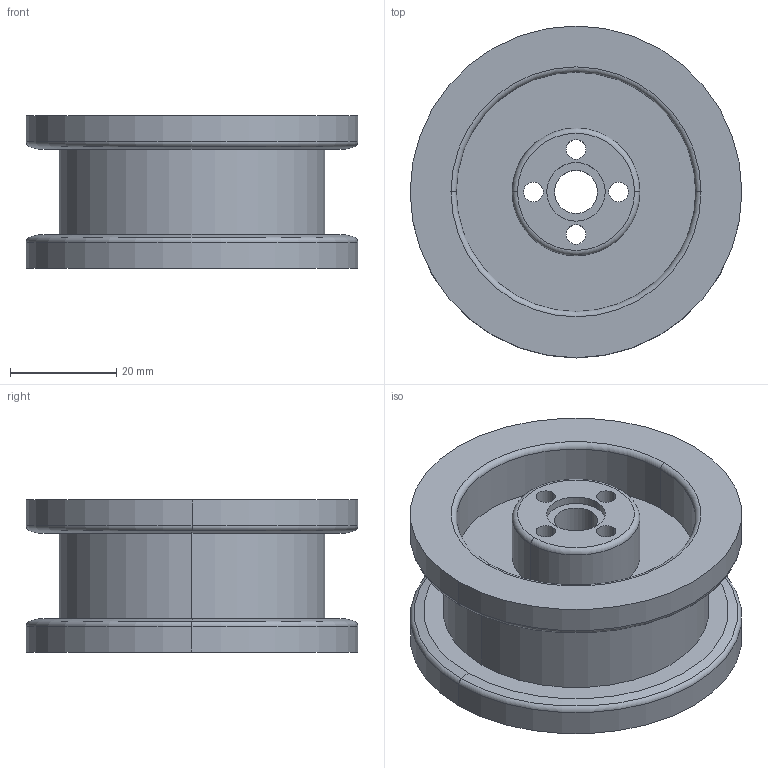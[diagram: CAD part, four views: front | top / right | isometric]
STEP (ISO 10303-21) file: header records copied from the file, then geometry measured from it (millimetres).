
FILE_DESCRIPTION (( 'STEP AP214' ), '1' );
FILE_NAME ('36462_TXM-Tank Tread idler wheel.STEP', '2018-07-31T14:21:10', ( '' ), ( '' ), 'SwSTEP 2.0', 'SolidWorks 2016', '' );
FILE_SCHEMA (( 'AUTOMOTIVE_DESIGN' ));
Length unit declared in the file: millimetre
Products named in the file (1): 36462_TXM-Tank Tread idler wheel
Bounding box: 62.36 x 62.36 x 28.6 mm (x, y, z)
Volume: 43853.4 mm3; surface area: 18998 mm2
Topology: 1 solids, 1 shells, 54 faces, 116 edges, 72 vertices
Faces by surface type: cylinder 28, torus 12, plane 10, cone 4
Entity records: 1550 total; most frequent: DIRECTION 310, CARTESIAN_POINT 243, ORIENTED_EDGE 232, AXIS2_PLACEMENT_3D 139, EDGE_CURVE 116, CIRCLE 84, EDGE_LOOP 72, VERTEX_POINT 72
